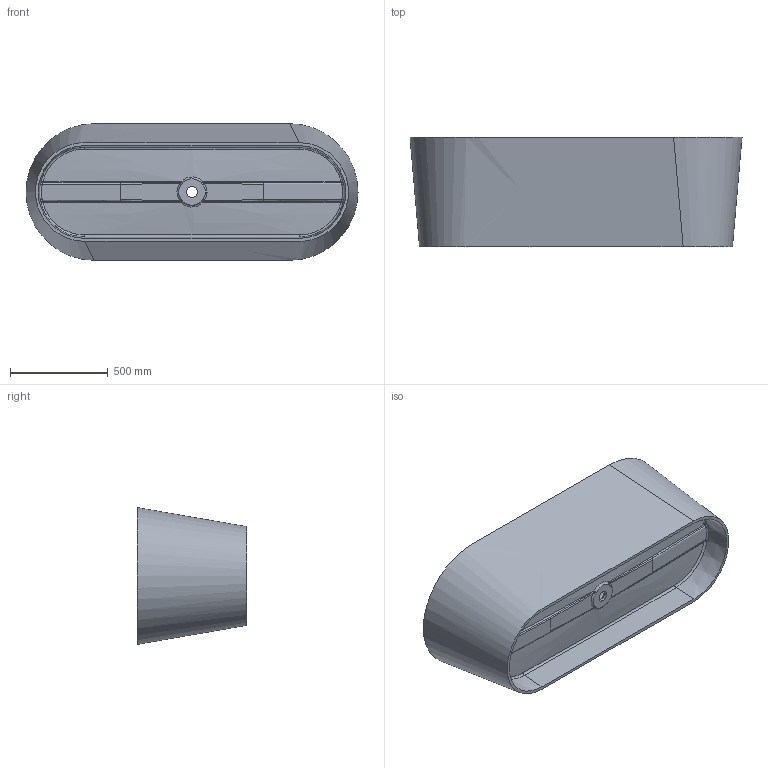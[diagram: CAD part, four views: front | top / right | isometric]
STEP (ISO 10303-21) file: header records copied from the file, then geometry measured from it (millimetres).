
FILE_DESCRIPTION (( 'STEP AP214' ), '1' );
FILE_NAME ('Providence.STEP', '2020-08-14T07:26:23', ( '' ), ( '' ), 'SwSTEP 2.0', 'SolidWorks 2018', '' );
FILE_SCHEMA (( 'AUTOMOTIVE_DESIGN' ));
Length unit declared in the file: millimetre
Products named in the file (1): Providence
Bounding box: 1700 x 560 x 700 mm (x, y, z)
Volume: 65077787.7 mm3; surface area: 5891969.3 mm2
Topology: 1 solids, 1 shells, 82 faces, 207 edges, 131 vertices
Faces by surface type: bspline 48, plane 10, sphere 8, cone 7, cylinder 6, torus 3
Entity records: 15769 total; most frequent: CARTESIAN_POINT 14141, ORIENTED_EDGE 414, DIRECTION 209, EDGE_CURVE 207, VERTEX_POINT 131, B_SPLINE_CURVE_WITH_KNOTS 125, AXIS2_PLACEMENT_3D 92, EDGE_LOOP 88
